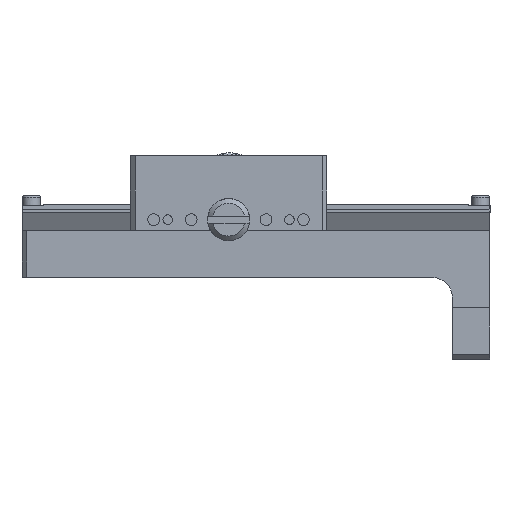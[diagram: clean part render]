
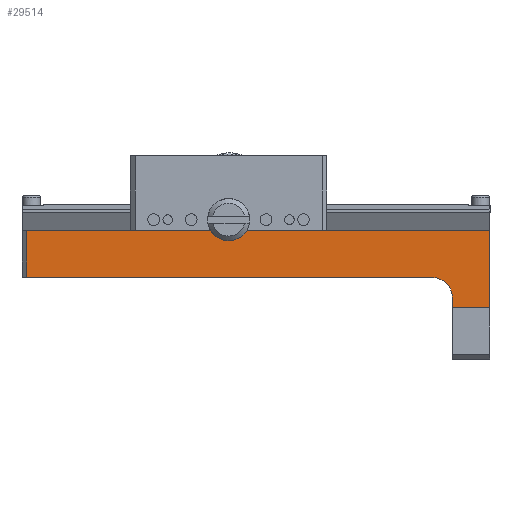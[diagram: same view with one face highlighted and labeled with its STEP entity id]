
A CAD part, left-side view. The second image highlights one B-rep face of the part: STEP entity #29514.
In plain terms, the highlighted planar face has unit normal (-1, 0, 0).
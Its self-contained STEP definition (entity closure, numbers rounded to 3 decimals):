
#866 = ORIENTED_EDGE ( 'NONE', *, *, #70712, .F. ) ;
#3264 = DIRECTION ( 'NONE',  ( -1., 0., 0. ) ) ;
#3663 = LINE ( 'NONE', #76484, #5266 ) ;
#5266 = VECTOR ( 'NONE', #102570, 1000. ) ;
#5588 = VECTOR ( 'NONE', #15329, 1000. ) ;
#5925 = CIRCLE ( 'NONE', #24806, 4.5 ) ;
#11507 = EDGE_CURVE ( 'NONE', #93722, #23231, #3663, .T. ) ;
#12264 = LINE ( 'NONE', #49546, #31740 ) ;
#15259 = ORIENTED_EDGE ( 'NONE', *, *, #93176, .F. ) ;
#15329 = DIRECTION ( 'NONE',  ( 0., -1., 0. ) ) ;
#16154 = ORIENTED_EDGE ( 'NONE', *, *, #11507, .F. ) ;
#20120 = EDGE_CURVE ( 'NONE', #54256, #109944, #12264, .T. ) ;
#22157 = DIRECTION ( 'NONE',  ( 0., 0., 1. ) ) ;
#23231 = VERTEX_POINT ( 'NONE', #108222 ) ;
#24806 = AXIS2_PLACEMENT_3D ( 'NONE', #31030, #3264, #22157 ) ;
#26634 = EDGE_CURVE ( 'NONE', #54256, #48488, #94171, .T. ) ;
#26929 = CARTESIAN_POINT ( 'NONE',  ( 51.211, 112.636, 63.457 ) ) ;
#29514 = ADVANCED_FACE ( 'NONE', ( #77012 ), #106022, .F. ) ;
#31030 = CARTESIAN_POINT ( 'NONE',  ( 51.211, 26.136, 58.957 ) ) ;
#31384 = CARTESIAN_POINT ( 'NONE',  ( 51.211, 113.636, 56.957 ) ) ;
#31740 = VECTOR ( 'NONE', #86288, 1000. ) ;
#35477 = VECTOR ( 'NONE', #42535, 1000. ) ;
#42535 = DIRECTION ( 'NONE',  ( 0., -1., 0. ) ) ;
#48488 = VERTEX_POINT ( 'NONE', #107118 ) ;
#49546 = CARTESIAN_POINT ( 'NONE',  ( 51.211, 112.636, 73.457 ) ) ;
#50679 = VERTEX_POINT ( 'NONE', #109380 ) ;
#53245 = CARTESIAN_POINT ( 'NONE',  ( 51.211, 21.636, 56.957 ) ) ;
#54256 = VERTEX_POINT ( 'NONE', #26929 ) ;
#54900 = VERTEX_POINT ( 'NONE', #53245 ) ;
#59743 = CARTESIAN_POINT ( 'NONE',  ( 51.211, 113.636, 63.457 ) ) ;
#60319 = CARTESIAN_POINT ( 'NONE',  ( 51.211, 113.636, 73.457 ) ) ;
#69224 = LINE ( 'NONE', #60319, #35477 ) ;
#70712 = EDGE_CURVE ( 'NONE', #50679, #48488, #5925, .T. ) ;
#71674 = CARTESIAN_POINT ( 'NONE',  ( 51.211, 112.636, 73.457 ) ) ;
#72975 = ORIENTED_EDGE ( 'NONE', *, *, #105045, .F. ) ;
#75881 = DIRECTION ( 'NONE',  ( 0., 1., 0. ) ) ;
#76484 = CARTESIAN_POINT ( 'NONE',  ( 51.211, 13.636, 73.457 ) ) ;
#76491 = CARTESIAN_POINT ( 'NONE',  ( 51.211, 13.636, 73.457 ) ) ;
#77012 = FACE_OUTER_BOUND ( 'NONE', #79296, .T. ) ;
#79296 = EDGE_LOOP ( 'NONE', ( #91491, #93976, #866, #15259, #72975, #16154, #106811 ) ) ;
#84312 = VECTOR ( 'NONE', #105786, 1000. ) ;
#85898 = DIRECTION ( 'NONE',  ( 0., 0., -1. ) ) ;
#86288 = DIRECTION ( 'NONE',  ( 0., 0., 1. ) ) ;
#91491 = ORIENTED_EDGE ( 'NONE', *, *, #20120, .F. ) ;
#92821 = AXIS2_PLACEMENT_3D ( 'NONE', #96561, #104275, #85898 ) ;
#93176 = EDGE_CURVE ( 'NONE', #54900, #50679, #114670, .T. ) ;
#93722 = VERTEX_POINT ( 'NONE', #76491 ) ;
#93976 = ORIENTED_EDGE ( 'NONE', *, *, #26634, .T. ) ;
#94171 = LINE ( 'NONE', #59743, #5588 ) ;
#96325 = CARTESIAN_POINT ( 'NONE',  ( 51.211, 21.636, 73.457 ) ) ;
#96561 = CARTESIAN_POINT ( 'NONE',  ( 51.211, 113.636, 73.457 ) ) ;
#99853 = VECTOR ( 'NONE', #75881, 1000. ) ;
#102538 = LINE ( 'NONE', #31384, #99853 ) ;
#102570 = DIRECTION ( 'NONE',  ( 0., 0., -1. ) ) ;
#104275 = DIRECTION ( 'NONE',  ( 1., 0., 0. ) ) ;
#105045 = EDGE_CURVE ( 'NONE', #23231, #54900, #102538, .T. ) ;
#105786 = DIRECTION ( 'NONE',  ( 0., 0., 1. ) ) ;
#106022 = PLANE ( 'NONE',  #92821 ) ;
#106811 = ORIENTED_EDGE ( 'NONE', *, *, #112732, .F. ) ;
#107118 = CARTESIAN_POINT ( 'NONE',  ( 51.211, 26.136, 63.457 ) ) ;
#108222 = CARTESIAN_POINT ( 'NONE',  ( 51.211, 13.636, 56.957 ) ) ;
#109380 = CARTESIAN_POINT ( 'NONE',  ( 51.211, 21.636, 58.957 ) ) ;
#109944 = VERTEX_POINT ( 'NONE', #71674 ) ;
#112732 = EDGE_CURVE ( 'NONE', #109944, #93722, #69224, .T. ) ;
#114670 = LINE ( 'NONE', #96325, #84312 ) ;
